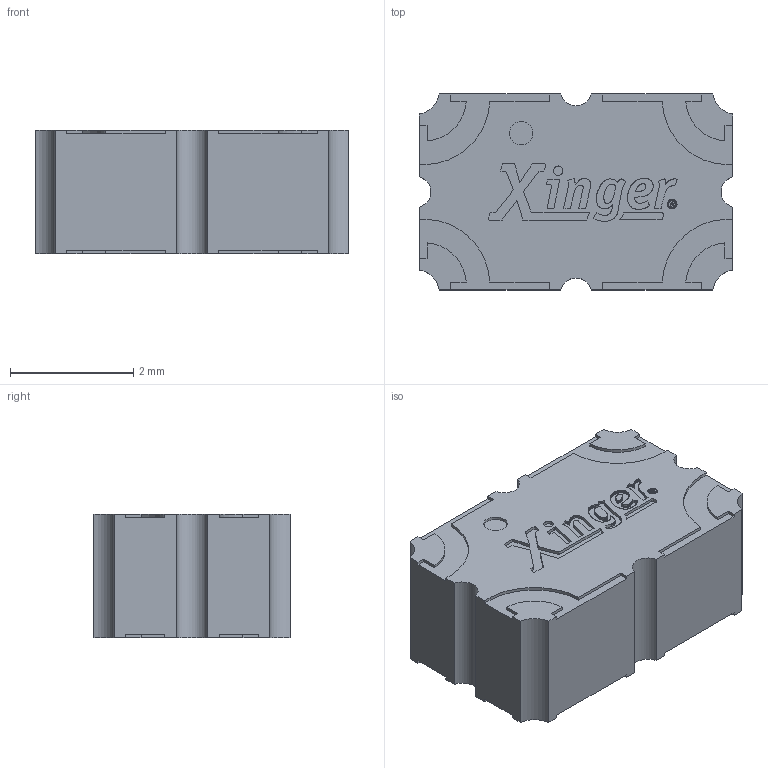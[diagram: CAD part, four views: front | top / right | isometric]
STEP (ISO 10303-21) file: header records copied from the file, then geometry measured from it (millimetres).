
FILE_DESCRIPTION (( 'STEP AP203' ), '1' );
FILE_NAME ('XMC0812F1-03G.STEP', '2024-12-19T17:48:09', ( '' ), ( '' ), 'SwSTEP 2.0', 'SolidWorks 2023', '' );
FILE_SCHEMA (( 'CONFIG_CONTROL_DESIGN' ));
Length unit declared in the file: inch
Products named in the file (1): XMC0812F1-03G
Bounding box: 5.08 x 3.17 x 2.01 mm (x, y, z)
Volume: 30.8 mm3; surface area: 66.6 mm2
Topology: 1 solids, 1 shells, 898 faces, 2640 edges, 1760 vertices
Faces by surface type: plane 853, cylinder 25, bspline 20
Entity records: 30236 total; most frequent: CARTESIAN_POINT 6322, ORIENTED_EDGE 5280, DIRECTION 4408, EDGE_CURVE 2640, VECTOR 2550, LINE 2550, VERTEX_POINT 1760, AXIS2_PLACEMENT_3D 929
